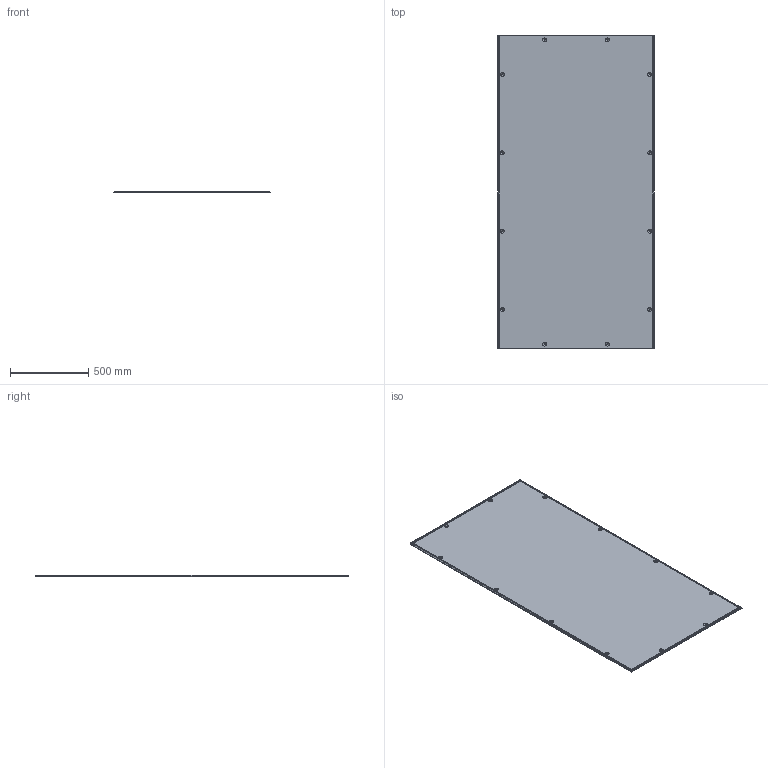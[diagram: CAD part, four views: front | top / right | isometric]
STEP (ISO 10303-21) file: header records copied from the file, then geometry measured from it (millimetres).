
FILE_DESCRIPTION(('STEP AP214'),'1');
FILE_NAME('cctmp_5D5DB5F3-7921-4A06-883C-F9768F9F951A_2023_07_22_18_00_30_0334..stp','2023-07-22T16:00:30',('SIEMENS A&D'),('CADClick - www.CADClick.com'),'Spatial InterOp 3D postprocessed',' ','unknown authorization');
FILE_SCHEMA(('AUTOMOTIVE_DESIGN'));
Length unit declared in the file: millimetre
Products named in the file (1): 2023_07_22_18_00_30_0318
Bounding box: 998.95 x 1997 x 11.65 mm (x, y, z)
Volume: 3560214.1 mm3; surface area: 4194006.8 mm2
Topology: 1 solids, 1 shells, 176 faces, 424 edges, 268 vertices
Faces by surface type: plane 76, cone 52, cylinder 44, torus 4
Entity records: 8521 total; most frequent: DIRECTION 954, CARTESIAN_POINT 913, STYLED_ITEM 865, PRESENTATION_STYLE_ASSIGNMENT 865, ORIENTED_EDGE 840, EDGE_CURVE 420, CURVE_STYLE 420, DRAUGHTING_PRE_DEFINED_CURVE_FONT 420
